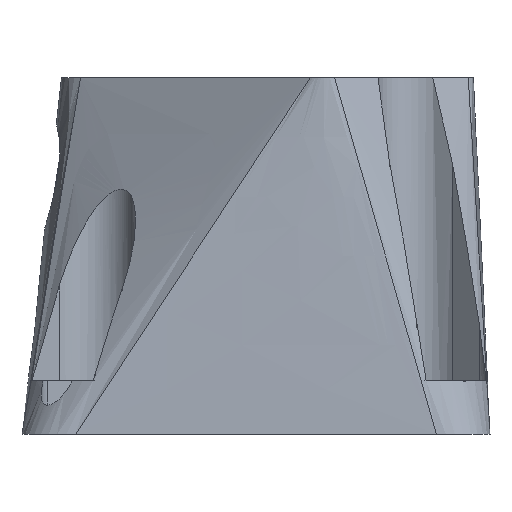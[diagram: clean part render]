
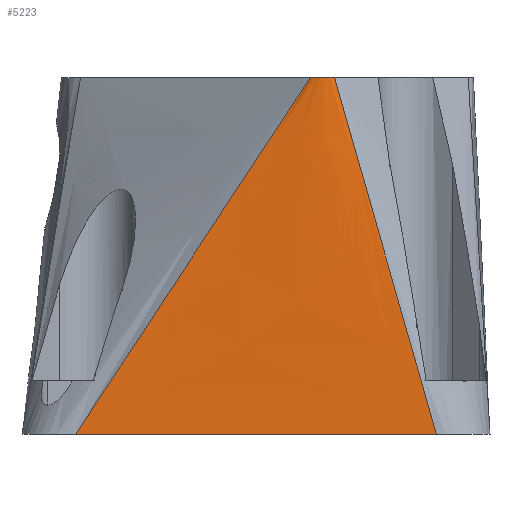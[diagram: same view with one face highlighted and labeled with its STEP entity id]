
A CAD part, front view. The second image highlights one B-rep face of the part: STEP entity #5223.
In plain terms, the highlighted free-form (B-spline) face has degree [7, 1] with [8, 2] control points.
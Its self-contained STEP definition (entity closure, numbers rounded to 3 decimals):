
#32 = PLANE('',#33);
#33 = AXIS2_PLACEMENT_3D('',#34,#35,#36);
#34 = CARTESIAN_POINT('',(0.,0.,0.));
#35 = DIRECTION('',(0.,0.,-1.));
#36 = DIRECTION('',(-1.,0.,0.));
#231 = VERTEX_POINT('',#232);
#232 = CARTESIAN_POINT('',(20.25,-26.25,0.));
#251 = B_SPLINE_SURFACE_WITH_KNOTS('',8,1,(
    (#252,#253)
    ,(#254,#255)
    ,(#256,#257)
    ,(#258,#259)
    ,(#260,#261)
    ,(#262,#263)
    ,(#264,#265)
    ,(#266,#267)
    ,(#268,#269
    )),.UNSPECIFIED.,.F.,.F.,.F.,(9,9),(2,2),(0.,21.213),(0.,1.
    ),.PIECEWISE_BEZIER_KNOTS.);
#252 = CARTESIAN_POINT('',(26.25,-20.25,0.));
#253 = CARTESIAN_POINT('',(23.805,-9.702,40.));
#254 = CARTESIAN_POINT('',(26.25,-21.428,0.));
#255 = CARTESIAN_POINT('',(21.93,-11.577,40.));
#256 = CARTESIAN_POINT('',(25.986,-22.606,0.));
#257 = CARTESIAN_POINT('',(20.055,-13.452,40.));
#258 = CARTESIAN_POINT('',(25.457,-23.715,0.));
#259 = CARTESIAN_POINT('',(18.18,-15.327,40.));
#260 = CARTESIAN_POINT('',(24.686,-24.686,0.));
#261 = CARTESIAN_POINT('',(16.305,-17.202,40.));
#262 = CARTESIAN_POINT('',(23.715,-25.457,0.));
#263 = CARTESIAN_POINT('',(14.43,-19.077,40.));
#264 = CARTESIAN_POINT('',(22.606,-25.986,0.));
#265 = CARTESIAN_POINT('',(12.555,-20.952,40.));
#266 = CARTESIAN_POINT('',(21.428,-26.25,0.));
#267 = CARTESIAN_POINT('',(10.68,-22.827,40.));
#268 = CARTESIAN_POINT('',(20.25,-26.25,0.));
#269 = CARTESIAN_POINT('',(8.805,-24.702,40.));
#276 = EDGE_CURVE('',#231,#277,#279,.T.);
#277 = VERTEX_POINT('',#278);
#278 = CARTESIAN_POINT('',(-20.25,-26.25,0.));
#279 = SURFACE_CURVE('',#280,(#284,#291),.PCURVE_S1.);
#280 = LINE('',#281,#282);
#281 = CARTESIAN_POINT('',(20.25,-26.25,0.));
#282 = VECTOR('',#283,1.);
#283 = DIRECTION('',(-1.,0.,0.));
#284 = PCURVE('',#32,#285);
#285 = DEFINITIONAL_REPRESENTATION('',(#286),#290);
#286 = LINE('',#287,#288);
#287 = CARTESIAN_POINT('',(-20.25,-26.25));
#288 = VECTOR('',#289,1.);
#289 = DIRECTION('',(1.,0.));
#290 = ( GEOMETRIC_REPRESENTATION_CONTEXT(2) 
PARAMETRIC_REPRESENTATION_CONTEXT() REPRESENTATION_CONTEXT('2D SPACE',''
  ) );
#291 = PCURVE('',#292,#309);
#292 = B_SPLINE_SURFACE_WITH_KNOTS('',7,1,(
    (#293,#294)
    ,(#295,#296)
    ,(#297,#298)
    ,(#299,#300)
    ,(#301,#302)
    ,(#303,#304)
    ,(#305,#306)
    ,(#307,#308
    )),.UNSPECIFIED.,.F.,.F.,.F.,(8,8),(2,2),(0.,40.5),(0.,1.),
  .PIECEWISE_BEZIER_KNOTS.);
#293 = CARTESIAN_POINT('',(20.25,-26.25,0.));
#294 = CARTESIAN_POINT('',(8.805,-24.702,40.));
#295 = CARTESIAN_POINT('',(14.464,-26.25,0.));
#296 = CARTESIAN_POINT('',(8.505,-25.002,40.));
#297 = CARTESIAN_POINT('',(8.679,-26.25,0.));
#298 = CARTESIAN_POINT('',(8.131,-25.227,40.));
#299 = CARTESIAN_POINT('',(2.893,-26.25,0.));
#300 = CARTESIAN_POINT('',(7.705,-25.357,40.));
#301 = CARTESIAN_POINT('',(-2.893,-26.25,0.));
#302 = CARTESIAN_POINT('',(7.257,-25.376,40.));
#303 = CARTESIAN_POINT('',(-8.679,-26.25,0.));
#304 = CARTESIAN_POINT('',(6.821,-25.284,40.));
#305 = CARTESIAN_POINT('',(-14.464,-26.25,0.));
#306 = CARTESIAN_POINT('',(6.429,-25.092,40.));
#307 = CARTESIAN_POINT('',(-20.25,-26.25,0.));
#308 = CARTESIAN_POINT('',(6.104,-24.819,40.));
#309 = DEFINITIONAL_REPRESENTATION('',(#310),#314);
#310 = LINE('',#311,#312);
#311 = CARTESIAN_POINT('',(0.,0.));
#312 = VECTOR('',#313,1.);
#313 = DIRECTION('',(1.,0.));
#314 = ( GEOMETRIC_REPRESENTATION_CONTEXT(2) 
PARAMETRIC_REPRESENTATION_CONTEXT() REPRESENTATION_CONTEXT('2D SPACE',''
  ) );
#337 = B_SPLINE_SURFACE_WITH_KNOTS('',8,1,(
    (#338,#339)
    ,(#340,#341)
    ,(#342,#343)
    ,(#344,#345)
    ,(#346,#347)
    ,(#348,#349)
    ,(#350,#351)
    ,(#352,#353)
    ,(#354,#355
    )),.UNSPECIFIED.,.F.,.F.,.F.,(9,9),(2,2),(0.,33.681),(0.,1.
    ),.PIECEWISE_BEZIER_KNOTS.);
#338 = CARTESIAN_POINT('',(-20.25,-26.25,0.));
#339 = CARTESIAN_POINT('',(6.104,-24.819,40.));
#340 = CARTESIAN_POINT('',(-21.428,-26.25,0.));
#341 = CARTESIAN_POINT('',(2.881,-22.111,40.));
#342 = CARTESIAN_POINT('',(-22.606,-25.986,0.));
#343 = CARTESIAN_POINT('',(-0.343,-19.404,40.));
#344 = CARTESIAN_POINT('',(-23.715,-25.457,0.));
#345 = CARTESIAN_POINT('',(-3.567,-16.696,40.));
#346 = CARTESIAN_POINT('',(-24.686,-24.686,0.));
#347 = CARTESIAN_POINT('',(-6.791,-13.988,40.));
#348 = CARTESIAN_POINT('',(-25.457,-23.715,0.));
#349 = CARTESIAN_POINT('',(-10.015,-11.28,40.));
#350 = CARTESIAN_POINT('',(-25.986,-22.606,0.));
#351 = CARTESIAN_POINT('',(-13.239,-8.573,40.));
#352 = CARTESIAN_POINT('',(-26.25,-21.428,0.));
#353 = CARTESIAN_POINT('',(-16.463,-5.865,40.));
#354 = CARTESIAN_POINT('',(-26.25,-20.25,0.));
#355 = CARTESIAN_POINT('',(-19.687,-3.157,40.));
#1143 = PLANE('',#1144);
#1144 = AXIS2_PLACEMENT_3D('',#1145,#1146,#1147);
#1145 = CARTESIAN_POINT('',(1.484,-1.513,40.));
#1146 = DIRECTION('',(0.,0.,-1.));
#1147 = DIRECTION('',(-1.,0.,0.));
#3700 = EDGE_CURVE('',#231,#3701,#3703,.T.);
#3701 = VERTEX_POINT('',#3702);
#3702 = CARTESIAN_POINT('',(8.805,-24.702,40.));
#3703 = SURFACE_CURVE('',#3704,(#3707,#3714),.PCURVE_S1.);
#3704 = B_SPLINE_CURVE_WITH_KNOTS('',1,(#3705,#3706),.UNSPECIFIED.,.F.,
  .F.,(2,2),(0.,1.),.PIECEWISE_BEZIER_KNOTS.);
#3705 = CARTESIAN_POINT('',(20.25,-26.25,0.));
#3706 = CARTESIAN_POINT('',(8.805,-24.702,40.));
#3707 = PCURVE('',#251,#3708);
#3708 = DEFINITIONAL_REPRESENTATION('',(#3709),#3713);
#3709 = LINE('',#3710,#3711);
#3710 = CARTESIAN_POINT('',(21.213,0.));
#3711 = VECTOR('',#3712,1.);
#3712 = DIRECTION('',(0.,1.));
#3713 = ( GEOMETRIC_REPRESENTATION_CONTEXT(2) 
PARAMETRIC_REPRESENTATION_CONTEXT() REPRESENTATION_CONTEXT('2D SPACE',''
  ) );
#3714 = PCURVE('',#292,#3715);
#3715 = DEFINITIONAL_REPRESENTATION('',(#3716),#3720);
#3716 = LINE('',#3717,#3718);
#3717 = CARTESIAN_POINT('',(0.,0.));
#3718 = VECTOR('',#3719,1.);
#3719 = DIRECTION('',(0.,1.));
#3720 = ( GEOMETRIC_REPRESENTATION_CONTEXT(2) 
PARAMETRIC_REPRESENTATION_CONTEXT() REPRESENTATION_CONTEXT('2D SPACE',''
  ) );
#4337 = VERTEX_POINT('',#4338);
#4338 = CARTESIAN_POINT('',(6.104,-24.819,40.));
#4359 = EDGE_CURVE('',#277,#4337,#4360,.T.);
#4360 = SURFACE_CURVE('',#4361,(#4364,#4371),.PCURVE_S1.);
#4361 = B_SPLINE_CURVE_WITH_KNOTS('',1,(#4362,#4363),.UNSPECIFIED.,.F.,
  .F.,(2,2),(0.,1.),.PIECEWISE_BEZIER_KNOTS.);
#4362 = CARTESIAN_POINT('',(-20.25,-26.25,0.));
#4363 = CARTESIAN_POINT('',(6.104,-24.819,40.));
#4364 = PCURVE('',#337,#4365);
#4365 = DEFINITIONAL_REPRESENTATION('',(#4366),#4370);
#4366 = LINE('',#4367,#4368);
#4367 = CARTESIAN_POINT('',(0.,0.));
#4368 = VECTOR('',#4369,1.);
#4369 = DIRECTION('',(0.,1.));
#4370 = ( GEOMETRIC_REPRESENTATION_CONTEXT(2) 
PARAMETRIC_REPRESENTATION_CONTEXT() REPRESENTATION_CONTEXT('2D SPACE',''
  ) );
#4371 = PCURVE('',#292,#4372);
#4372 = DEFINITIONAL_REPRESENTATION('',(#4373),#4377);
#4373 = LINE('',#4374,#4375);
#4374 = CARTESIAN_POINT('',(40.5,0.));
#4375 = VECTOR('',#4376,1.);
#4376 = DIRECTION('',(0.,1.));
#4377 = ( GEOMETRIC_REPRESENTATION_CONTEXT(2) 
PARAMETRIC_REPRESENTATION_CONTEXT() REPRESENTATION_CONTEXT('2D SPACE',''
  ) );
#5223 = ADVANCED_FACE('',(#5224),#292,.F.);
#5224 = FACE_BOUND('',#5225,.F.);
#5225 = EDGE_LOOP('',(#5226,#5227,#5228,#5253));
#5226 = ORIENTED_EDGE('',*,*,#276,.T.);
#5227 = ORIENTED_EDGE('',*,*,#4359,.T.);
#5228 = ORIENTED_EDGE('',*,*,#5229,.T.);
#5229 = EDGE_CURVE('',#4337,#3701,#5230,.T.);
#5230 = SURFACE_CURVE('',#5231,(#5236,#5242),.PCURVE_S1.);
#5231 = CIRCLE('',#5232,2.);
#5232 = AXIS2_PLACEMENT_3D('',#5233,#5234,#5235);
#5233 = CARTESIAN_POINT('',(7.391,-23.288,40.));
#5234 = DIRECTION('',(0.,0.,1.));
#5235 = DIRECTION('',(1.,0.,0.));
#5236 = PCURVE('',#292,#5237);
#5237 = DEFINITIONAL_REPRESENTATION('',(#5238),#5241);
#5238 = B_SPLINE_CURVE_WITH_KNOTS('',1,(#5239,#5240),.UNSPECIFIED.,.F.,
  .F.,(2,2),(4.014,5.498),.PIECEWISE_BEZIER_KNOTS.);
#5239 = CARTESIAN_POINT('',(40.5,1.));
#5240 = CARTESIAN_POINT('',(0.,1.));
#5241 = ( GEOMETRIC_REPRESENTATION_CONTEXT(2) 
PARAMETRIC_REPRESENTATION_CONTEXT() REPRESENTATION_CONTEXT('2D SPACE',''
  ) );
#5242 = PCURVE('',#1143,#5243);
#5243 = DEFINITIONAL_REPRESENTATION('',(#5244),#5252);
#5244 = ( BOUNDED_CURVE() B_SPLINE_CURVE(2,(#5245,#5246,#5247,#5248,
#5249,#5250,#5251),.UNSPECIFIED.,.T.,.F.) B_SPLINE_CURVE_WITH_KNOTS((1,2
    ,2,2,2,1),(-2.094,0.,2.094,4.189,
6.283,8.378),.UNSPECIFIED.) CURVE() 
GEOMETRIC_REPRESENTATION_ITEM() RATIONAL_B_SPLINE_CURVE((1.,0.5,1.,0.5,
1.,0.5,1.)) REPRESENTATION_ITEM('') );
#5245 = CARTESIAN_POINT('',(-7.907,-21.774));
#5246 = CARTESIAN_POINT('',(-7.907,-18.31));
#5247 = CARTESIAN_POINT('',(-4.907,-20.042));
#5248 = CARTESIAN_POINT('',(-1.907,-21.774));
#5249 = CARTESIAN_POINT('',(-4.907,-23.506));
#5250 = CARTESIAN_POINT('',(-7.907,-25.238));
#5251 = CARTESIAN_POINT('',(-7.907,-21.774));
#5252 = ( GEOMETRIC_REPRESENTATION_CONTEXT(2) 
PARAMETRIC_REPRESENTATION_CONTEXT() REPRESENTATION_CONTEXT('2D SPACE',''
  ) );
#5253 = ORIENTED_EDGE('',*,*,#3700,.F.);
